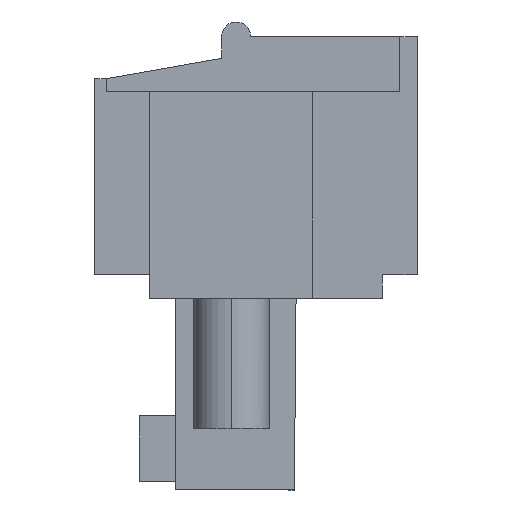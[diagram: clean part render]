
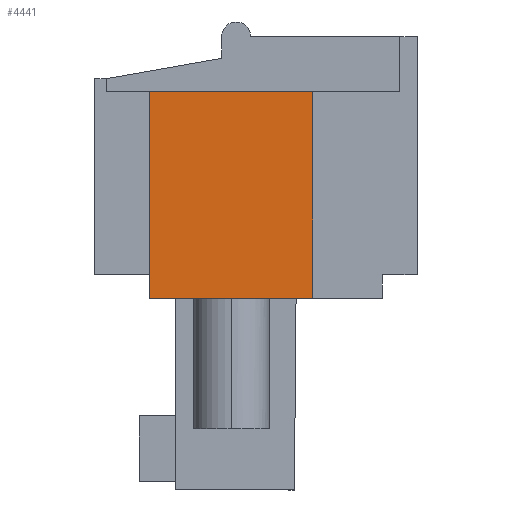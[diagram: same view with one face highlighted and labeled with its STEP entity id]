
A CAD part, left-side view. The second image highlights one B-rep face of the part: STEP entity #4441.
In plain terms, the highlighted planar face has unit normal (-1, 0, 0).
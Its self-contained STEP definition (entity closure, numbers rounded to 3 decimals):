
#4428=AXIS2_PLACEMENT_3D('Plane Axis2P3D',#4425,#4426,#4427) ;
#964=CARTESIAN_POINT('Vertex',(0.,3.6,6.6)) ;
#967=CARTESIAN_POINT('Line Origine',(0.,6.4,6.6)) ;
#971=CARTESIAN_POINT('Vertex',(0.,9.2,6.6)) ;
#2841=CARTESIAN_POINT('Line Origine',(0.,3.6,10.15)) ;
#2845=CARTESIAN_POINT('Vertex',(0.,3.6,13.7)) ;
#3463=CARTESIAN_POINT('Vertex',(0.,9.2,13.7)) ;
#3466=CARTESIAN_POINT('Line Origine',(0.,6.4,13.7)) ;
#4425=CARTESIAN_POINT('Axis2P3D Location',(0.,8.7,13.7)) ;
#4430=CARTESIAN_POINT('Line Origine',(0.,9.2,10.15)) ;
#968=DIRECTION('Vector Direction',(0.,-1.,0.)) ;
#2842=DIRECTION('Vector Direction',(0.,0.,-1.)) ;
#3467=DIRECTION('Vector Direction',(0.,-1.,0.)) ;
#4426=DIRECTION('Axis2P3D Direction',(1.,0.,0.)) ;
#4427=DIRECTION('Axis2P3D XDirection',(0.,-1.,0.)) ;
#4431=DIRECTION('Vector Direction',(0.,0.,-1.)) ;
#969=VECTOR('Line Direction',#968,1.) ;
#2843=VECTOR('Line Direction',#2842,1.) ;
#3468=VECTOR('Line Direction',#3467,1.) ;
#4432=VECTOR('Line Direction',#4431,1.) ;
#4436=ORIENTED_EDGE('',*,*,#4434,.T.) ;
#4437=ORIENTED_EDGE('',*,*,#973,.T.) ;
#4438=ORIENTED_EDGE('',*,*,#2847,.F.) ;
#4439=ORIENTED_EDGE('',*,*,#3470,.F.) ;
#4441=ADVANCED_FACE('HOUSING',(#4440),#4429,.F.) ;
#973=EDGE_CURVE('',#972,#965,#970,.T.) ;
#2847=EDGE_CURVE('',#2846,#965,#2844,.T.) ;
#3470=EDGE_CURVE('',#3464,#2846,#3469,.T.) ;
#4434=EDGE_CURVE('',#3464,#972,#4433,.T.) ;
#4435=EDGE_LOOP('',(#4436,#4437,#4438,#4439)) ;
#4440=FACE_OUTER_BOUND('',#4435,.T.) ;
#970=LINE('Line',#967,#969) ;
#2844=LINE('Line',#2841,#2843) ;
#3469=LINE('Line',#3466,#3468) ;
#4433=LINE('Line',#4430,#4432) ;
#4429=PLANE('',#4428) ;
#965=VERTEX_POINT('',#964) ;
#972=VERTEX_POINT('',#971) ;
#2846=VERTEX_POINT('',#2845) ;
#3464=VERTEX_POINT('',#3463) ;
